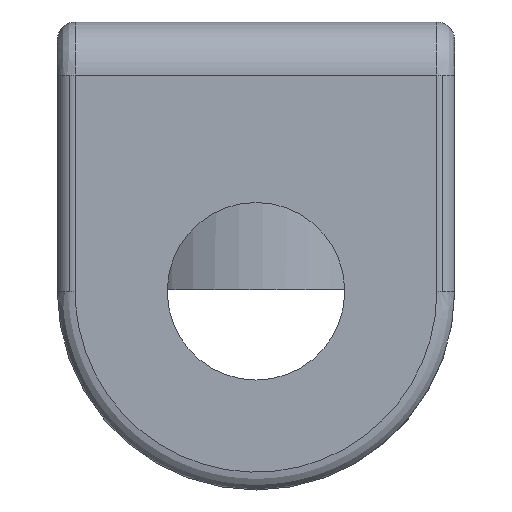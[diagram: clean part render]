
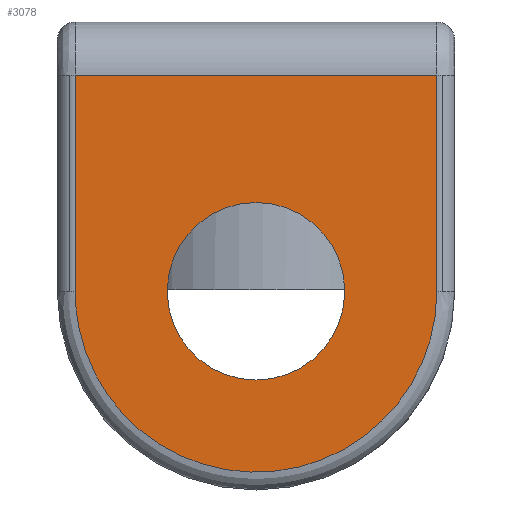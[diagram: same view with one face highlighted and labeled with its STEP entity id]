
A CAD part, left-side view. The second image highlights one B-rep face of the part: STEP entity #3078.
In plain terms, the highlighted planar face has unit normal (-1, 0, 0).
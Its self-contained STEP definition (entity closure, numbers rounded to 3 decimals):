
#993=CARTESIAN_POINT('',(-39.625,-10.125,10.132));
#994=VERTEX_POINT('',#993);
#1002=CARTESIAN_POINT('',(-39.625,-10.125,-1.968));
#1003=VERTEX_POINT('',#1002);
#1004=CARTESIAN_POINT('',(-39.625,-10.125,10.132));
#1005=CARTESIAN_POINT('',(-39.625,-10.125,6.143));
#1006=CARTESIAN_POINT('',(-39.625,-10.125,2.153));
#1007=CARTESIAN_POINT('',(-39.625,-10.125,-1.836));
#1008=CARTESIAN_POINT('',(-39.625,-10.125,-1.919));
#1009=CARTESIAN_POINT('',(-39.625,-10.125,-2.086));
#1010=CARTESIAN_POINT('',(-39.625,-10.119,-2.335));
#1011=CARTESIAN_POINT('',(-39.625,-10.107,-2.584));
#1012=CARTESIAN_POINT('',(-39.625,-10.083,-2.916));
#1013=CARTESIAN_POINT('',(-39.625,-10.037,-3.33));
#1014=CARTESIAN_POINT('',(-39.625,-9.958,-3.823));
#1015=CARTESIAN_POINT('',(-39.625,-9.854,-4.311));
#1016=CARTESIAN_POINT('',(-39.625,-9.684,-4.955));
#1017=CARTESIAN_POINT('',(-39.625,-9.413,-5.742));
#1018=CARTESIAN_POINT('',(-39.625,-8.996,-6.65));
#1019=CARTESIAN_POINT('',(-39.625,-8.323,-7.8));
#1020=CARTESIAN_POINT('',(-39.625,-7.276,-9.103));
#1021=CARTESIAN_POINT('',(-39.625,-5.737,-10.39));
#1022=CARTESIAN_POINT('',(-39.625,-3.976,-11.351));
#1023=CARTESIAN_POINT('',(-39.625,-2.061,-11.948));
#1024=CARTESIAN_POINT('',(-39.625,-0.066,-12.158));
#1025=CARTESIAN_POINT('',(-39.625,1.931,-11.974));
#1026=CARTESIAN_POINT('',(-39.625,3.854,-11.402));
#1027=CARTESIAN_POINT('',(-39.625,5.627,-10.464));
#1028=CARTESIAN_POINT('',(-39.625,7.183,-9.197));
#1029=CARTESIAN_POINT('',(-39.625,8.247,-7.908));
#1030=CARTESIAN_POINT('',(-39.625,8.934,-6.767));
#1031=CARTESIAN_POINT('',(-39.625,9.363,-5.864));
#1032=CARTESIAN_POINT('',(-39.625,9.701,-4.924));
#1033=CARTESIAN_POINT('',(-39.625,9.945,-3.954));
#1034=CARTESIAN_POINT('',(-39.625,10.092,-2.966));
#1035=CARTESIAN_POINT('',(-39.625,10.125,-2.3));
#1036=CARTESIAN_POINT('',(-39.625,10.125,-1.968));
#1037=B_SPLINE_CURVE_WITH_KNOTS('',3,(#1004,#1005,#1006,#1007,#1008,#1009,#1010,#1011,#1012,#1013,#1014,#1015,#1016,#1017,#1018,#1019,#1020,#1021,#1022,#1023,#1024,#1025,#1026,#1027,#1028,#1029,#1030,#1031,#1032,#1033,#1034,#1035,#1036),.UNSPECIFIED.,.F.,.U.,(4,3,1,1,1,1,1,1,1,1,1,1,1,1,1,1,1,1,1,1,1,1,1,1,1,1,1,1,4),(0.0,0.273,0.278,0.284,0.29,0.295,0.307,0.318,0.329,0.341,0.364,0.386,0.409,0.454,0.5,0.545,0.591,0.636,0.682,0.727,0.773,0.818,0.864,0.886,0.909,0.932,0.955,0.977,1.0),.UNSPECIFIED.);
#1038=EDGE_CURVE('',#994,#1003,#1037,.T.);
#1121=CARTESIAN_POINT('',(-39.625,4.97,-1.968));
#1122=VERTEX_POINT('',#1121);
#1123=CARTESIAN_POINT('',(-39.625,-4.97,-1.968));
#1124=VERTEX_POINT('',#1123);
#1125=CARTESIAN_POINT('',(-39.625,0.,-1.968));
#1126=DIRECTION('',(-1.0,0.,0.));
#1127=DIRECTION('',(0.,1.,0.));
#1128=AXIS2_PLACEMENT_3D('',#1125,#1126,#1127);
#1129=CIRCLE('',#1128,4.97);
#1130=EDGE_CURVE('',#1122,#1124,#1129,.T.);
#1132=CARTESIAN_POINT('',(-39.625,0.,-1.968));
#1133=DIRECTION('',(-1.0,0.,0.));
#1134=DIRECTION('',(0.,-1.,0.));
#1135=AXIS2_PLACEMENT_3D('',#1132,#1133,#1134);
#1136=CIRCLE('',#1135,4.97);
#1137=EDGE_CURVE('',#1124,#1122,#1136,.T.);
#3017=CARTESIAN_POINT('',(-39.625,0.,-0.987));
#3018=DIRECTION('',(1.0,0.0,0.0));
#3019=DIRECTION('',(0.0,0.0,-1.0));
#3020=AXIS2_PLACEMENT_3D('',#3017,#3018,#3019);
#3021=PLANE('',#3020);
#3022=ORIENTED_EDGE('',*,*,#1038,.F.);
#3023=CARTESIAN_POINT('',(-39.625,10.125,10.132));
#3024=VERTEX_POINT('',#3023);
#3025=CARTESIAN_POINT('',(-39.625,10.125,10.132));
#3026=DIRECTION('',(0.0,-1.0,0.0));
#3027=VECTOR('',#3026,20.25);
#3028=LINE('',#3025,#3027);
#3029=EDGE_CURVE('',#3024,#994,#3028,.T.);
#3030=ORIENTED_EDGE('',*,*,#3029,.F.);
#3031=CARTESIAN_POINT('',(-39.625,10.125,-1.968));
#3032=VERTEX_POINT('',#3031);
#3033=CARTESIAN_POINT('',(-39.625,10.125,-1.968));
#3034=DIRECTION('',(0.0,0.0,1.0));
#3035=VECTOR('',#3034,12.1);
#3036=LINE('',#3033,#3035);
#3037=EDGE_CURVE('',#3032,#3024,#3036,.T.);
#3038=ORIENTED_EDGE('',*,*,#3037,.F.);
#3039=CARTESIAN_POINT('',(-39.625,-10.125,-1.968));
#3040=CARTESIAN_POINT('',(-39.625,-10.125,-2.007));
#3041=CARTESIAN_POINT('',(-39.625,-10.124,-2.13));
#3042=CARTESIAN_POINT('',(-39.625,-10.119,-2.335));
#3043=CARTESIAN_POINT('',(-39.625,-10.107,-2.584));
#3044=CARTESIAN_POINT('',(-39.625,-10.083,-2.916));
#3045=CARTESIAN_POINT('',(-39.625,-10.037,-3.33));
#3046=CARTESIAN_POINT('',(-39.625,-9.958,-3.823));
#3047=CARTESIAN_POINT('',(-39.625,-9.854,-4.311));
#3048=CARTESIAN_POINT('',(-39.625,-9.684,-4.955));
#3049=CARTESIAN_POINT('',(-39.625,-9.413,-5.742));
#3050=CARTESIAN_POINT('',(-39.625,-8.996,-6.65));
#3051=CARTESIAN_POINT('',(-39.625,-8.323,-7.8));
#3052=CARTESIAN_POINT('',(-39.625,-7.276,-9.103));
#3053=CARTESIAN_POINT('',(-39.625,-5.737,-10.39));
#3054=CARTESIAN_POINT('',(-39.625,-3.976,-11.351));
#3055=CARTESIAN_POINT('',(-39.625,-2.061,-11.948));
#3056=CARTESIAN_POINT('',(-39.625,-0.066,-12.158));
#3057=CARTESIAN_POINT('',(-39.625,1.931,-11.974));
#3058=CARTESIAN_POINT('',(-39.625,3.854,-11.402));
#3059=CARTESIAN_POINT('',(-39.625,5.627,-10.464));
#3060=CARTESIAN_POINT('',(-39.625,7.183,-9.197));
#3061=CARTESIAN_POINT('',(-39.625,8.247,-7.908));
#3062=CARTESIAN_POINT('',(-39.625,8.934,-6.767));
#3063=CARTESIAN_POINT('',(-39.625,9.363,-5.864));
#3064=CARTESIAN_POINT('',(-39.625,9.701,-4.924));
#3065=CARTESIAN_POINT('',(-39.625,9.945,-3.954));
#3066=CARTESIAN_POINT('',(-39.625,10.092,-2.966));
#3067=CARTESIAN_POINT('',(-39.625,10.125,-2.3));
#3068=CARTESIAN_POINT('',(-39.625,10.125,-1.968));
#3069=B_SPLINE_CURVE_WITH_KNOTS('',3,(#3039,#3040,#3041,#3042,#3043,#3044,#3045,#3046,#3047,#3048,#3049,#3050,#3051,#3052,#3053,#3054,#3055,#3056,#3057,#3058,#3059,#3060,#3061,#3062,#3063,#3064,#3065,#3066,#3067,#3068),.UNSPECIFIED.,.F.,.U.,(4,1,1,1,1,1,1,1,1,1,1,1,1,1,1,1,1,1,1,1,1,1,1,1,1,1,1,4),(0.276,0.278,0.284,0.29,0.295,0.307,0.318,0.329,0.341,0.364,0.386,0.409,0.454,0.5,0.545,0.591,0.636,0.682,0.727,0.773,0.818,0.864,0.886,0.909,0.932,0.955,0.977,1.0),.UNSPECIFIED.);
#3070=EDGE_CURVE('',#1003,#3032,#3069,.T.);
#3071=ORIENTED_EDGE('',*,*,#3070,.F.);
#3072=EDGE_LOOP('',(#3022,#3030,#3038,#3071));
#3073=FACE_OUTER_BOUND('',#3072,.T.);
#3074=ORIENTED_EDGE('',*,*,#1130,.F.);
#3075=ORIENTED_EDGE('',*,*,#1137,.F.);
#3076=EDGE_LOOP('',(#3074,#3075));
#3077=FACE_BOUND('',#3076,.T.);
#3078=ADVANCED_FACE('',(#3073,#3077),#3021,.F.);
